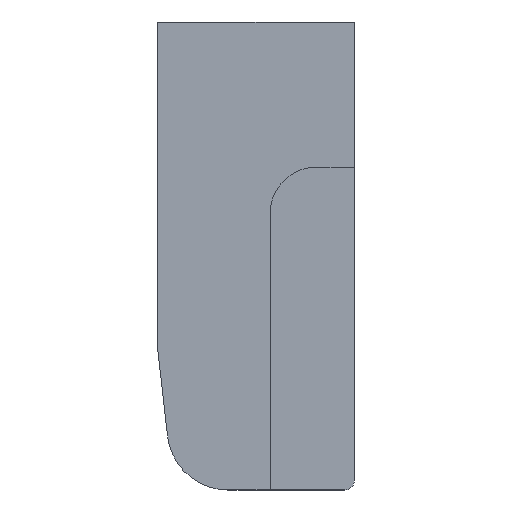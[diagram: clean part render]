
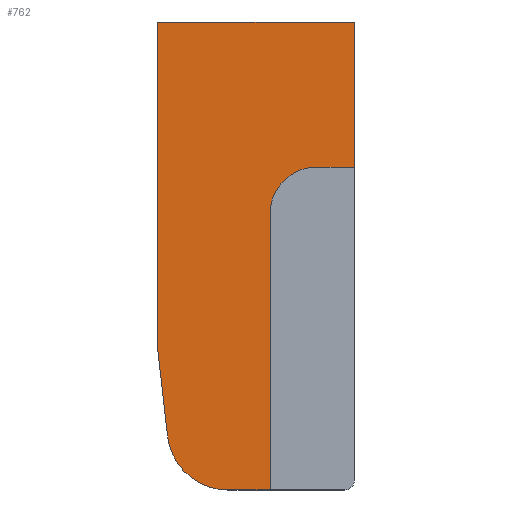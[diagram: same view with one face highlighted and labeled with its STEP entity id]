
A CAD part, top view. The second image highlights one B-rep face of the part: STEP entity #762.
In plain terms, the highlighted planar face has unit normal (0, 0, 1).
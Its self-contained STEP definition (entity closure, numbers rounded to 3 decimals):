
#3 = VERTEX_POINT ( 'NONE', #661 ) ;
#11 = LINE ( 'NONE', #23, #796 ) ;
#14 = VECTOR ( 'NONE', #1717, 1000. ) ;
#23 = CARTESIAN_POINT ( 'NONE',  ( -64.35, 65.6, 3.2 ) ) ;
#31 = ORIENTED_EDGE ( 'NONE', *, *, #1315, .T. ) ;
#148 = DIRECTION ( 'NONE',  ( 1., 0., 0. ) ) ;
#185 = EDGE_CURVE ( 'NONE', #721, #891, #1382, .T. ) ;
#254 = CARTESIAN_POINT ( 'NONE',  ( -22.35, -34.4, 3.2 ) ) ;
#353 = CARTESIAN_POINT ( 'NONE',  ( -30.35, 34.6, 3.2 ) ) ;
#356 = CARTESIAN_POINT ( 'NONE',  ( -22.35, 34.6, 3.2 ) ) ;
#456 = AXIS2_PLACEMENT_3D ( 'NONE', #1158, #1450, #2119 ) ;
#465 = DIRECTION ( 'NONE',  ( 1., 0., 0. ) ) ;
#496 = VERTEX_POINT ( 'NONE', #867 ) ;
#537 = ORIENTED_EDGE ( 'NONE', *, *, #1458, .T. ) ;
#570 = CARTESIAN_POINT ( 'NONE',  ( -40.35, 24.6, 3.2 ) ) ;
#613 = CIRCLE ( 'NONE', #1489, 10. ) ;
#628 = EDGE_CURVE ( 'NONE', #1289, #3, #1237, .T. ) ;
#640 = CARTESIAN_POINT ( 'NONE',  ( -22.35, 65.6, 3.2 ) ) ;
#646 = FACE_OUTER_BOUND ( 'NONE', #702, .T. ) ;
#649 = CARTESIAN_POINT ( 'NONE',  ( -30.35, 24.6, 3.2 ) ) ;
#661 = CARTESIAN_POINT ( 'NONE',  ( -49.35, -34.4, 3.2 ) ) ;
#700 = VERTEX_POINT ( 'NONE', #1089 ) ;
#702 = EDGE_LOOP ( 'NONE', ( #1587, #1869, #1384, #711, #1529, #1832, #2174, #537, #31 ) ) ;
#711 = ORIENTED_EDGE ( 'NONE', *, *, #2028, .F. ) ;
#718 = DIRECTION ( 'NONE',  ( -0.112, 0.994, 0. ) ) ;
#721 = VERTEX_POINT ( 'NONE', #795 ) ;
#762 = ADVANCED_FACE ( 'NONE', ( #646 ), #854, .F. ) ;
#793 = AXIS2_PLACEMENT_3D ( 'NONE', #1657, #1829, #148 ) ;
#795 = CARTESIAN_POINT ( 'NONE',  ( -22.35, 65.6, 3.2 ) ) ;
#796 = VECTOR ( 'NONE', #1859, 1000. ) ;
#807 = CARTESIAN_POINT ( 'NONE',  ( -22.35, 34.6, 3.2 ) ) ;
#854 = PLANE ( 'NONE',  #793 ) ;
#867 = CARTESIAN_POINT ( 'NONE',  ( -64.35, -4.4, 3.2 ) ) ;
#891 = VERTEX_POINT ( 'NONE', #356 ) ;
#1020 = VECTOR ( 'NONE', #1885, 1000. ) ;
#1089 = CARTESIAN_POINT ( 'NONE',  ( -40.35, 24.6, 3.2 ) ) ;
#1115 = EDGE_CURVE ( 'NONE', #496, #1854, #11, .T. ) ;
#1122 = CIRCLE ( 'NONE', #456, 13. ) ;
#1158 = CARTESIAN_POINT ( 'NONE',  ( -49.35, -21.4, 3.2 ) ) ;
#1163 = VERTEX_POINT ( 'NONE', #353 ) ;
#1191 = VECTOR ( 'NONE', #718, 1000. ) ;
#1219 = LINE ( 'NONE', #1381, #1191 ) ;
#1237 = LINE ( 'NONE', #1424, #14 ) ;
#1289 = VERTEX_POINT ( 'NONE', #1335 ) ;
#1315 = EDGE_CURVE ( 'NONE', #1163, #891, #1804, .T. ) ;
#1321 = EDGE_CURVE ( 'NONE', #1854, #721, #1433, .T. ) ;
#1327 = DIRECTION ( 'NONE',  ( 1., 0., 0. ) ) ;
#1335 = CARTESIAN_POINT ( 'NONE',  ( -40.35, -34.4, 3.2 ) ) ;
#1381 = CARTESIAN_POINT ( 'NONE',  ( -64.35, -4.4, 3.2 ) ) ;
#1382 = LINE ( 'NONE', #254, #1662 ) ;
#1384 = ORIENTED_EDGE ( 'NONE', *, *, #1115, .F. ) ;
#1391 = VECTOR ( 'NONE', #465, 1000. ) ;
#1422 = CARTESIAN_POINT ( 'NONE',  ( -64.35, 65.6, 3.2 ) ) ;
#1424 = CARTESIAN_POINT ( 'NONE',  ( -49.35, -34.4, 3.2 ) ) ;
#1433 = LINE ( 'NONE', #640, #2017 ) ;
#1450 = DIRECTION ( 'NONE',  ( 0., 0., -1. ) ) ;
#1458 = EDGE_CURVE ( 'NONE', #700, #1163, #613, .T. ) ;
#1489 = AXIS2_PLACEMENT_3D ( 'NONE', #649, #2131, #1813 ) ;
#1529 = ORIENTED_EDGE ( 'NONE', *, *, #1985, .F. ) ;
#1577 = VERTEX_POINT ( 'NONE', #1690 ) ;
#1578 = DIRECTION ( 'NONE',  ( 0., -1., 0. ) ) ;
#1587 = ORIENTED_EDGE ( 'NONE', *, *, #185, .F. ) ;
#1657 = CARTESIAN_POINT ( 'NONE',  ( -49.35, -21.4, 3.2 ) ) ;
#1662 = VECTOR ( 'NONE', #1578, 1000. ) ;
#1690 = CARTESIAN_POINT ( 'NONE',  ( -62.268, -22.857, 3.2 ) ) ;
#1717 = DIRECTION ( 'NONE',  ( -1., 0., 0. ) ) ;
#1804 = LINE ( 'NONE', #807, #1391 ) ;
#1813 = DIRECTION ( 'NONE',  ( 1., 0., 0. ) ) ;
#1829 = DIRECTION ( 'NONE',  ( 0., 0., -1. ) ) ;
#1832 = ORIENTED_EDGE ( 'NONE', *, *, #628, .F. ) ;
#1854 = VERTEX_POINT ( 'NONE', #1422 ) ;
#1859 = DIRECTION ( 'NONE',  ( 0., 1., 0. ) ) ;
#1869 = ORIENTED_EDGE ( 'NONE', *, *, #1321, .F. ) ;
#1885 = DIRECTION ( 'NONE',  ( 0., 1., 0. ) ) ;
#1897 = LINE ( 'NONE', #570, #1020 ) ;
#1985 = EDGE_CURVE ( 'NONE', #3, #1577, #1122, .T. ) ;
#2017 = VECTOR ( 'NONE', #1327, 1000. ) ;
#2028 = EDGE_CURVE ( 'NONE', #1577, #496, #1219, .T. ) ;
#2085 = EDGE_CURVE ( 'NONE', #1289, #700, #1897, .T. ) ;
#2119 = DIRECTION ( 'NONE',  ( 1., 0., 0. ) ) ;
#2131 = DIRECTION ( 'NONE',  ( 0., 0., -1. ) ) ;
#2174 = ORIENTED_EDGE ( 'NONE', *, *, #2085, .T. ) ;
